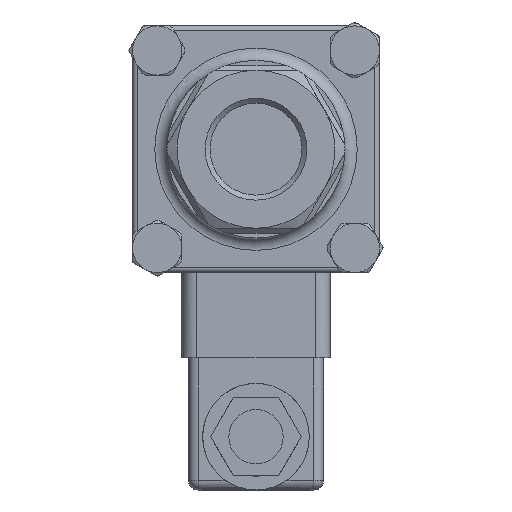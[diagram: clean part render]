
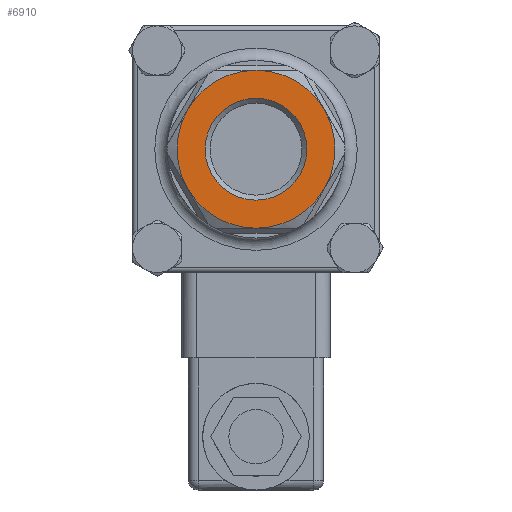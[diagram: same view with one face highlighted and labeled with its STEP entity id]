
A CAD part, front view. The second image highlights one B-rep face of the part: STEP entity #6910.
In plain terms, the highlighted planar face has unit normal (0, -1, 0).
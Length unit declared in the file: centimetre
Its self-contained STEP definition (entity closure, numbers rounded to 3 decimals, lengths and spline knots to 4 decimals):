
#1725=FACE_BOUND('',#2615,.T.);
#2130=FACE_OUTER_BOUND('',#2614,.T.);
#2614=EDGE_LOOP('',(#6209,#6210,#6211,#6212,#6213,#6214));
#2615=EDGE_LOOP('',(#6215));
#2873=CIRCLE('',#7530,1.6);
#2875=CIRCLE('',#7533,1.6);
#2877=CIRCLE('',#7536,1.6);
#2880=CIRCLE('',#7540,1.6);
#2881=CIRCLE('',#7542,1.6);
#2884=CIRCLE('',#7546,1.6);
#2907=CIRCLE('',#7598,1.0315);
#3011=VERTEX_POINT('',#9850);
#3479=VERTEX_POINT('',#12139);
#3481=VERTEX_POINT('',#12147);
#3483=VERTEX_POINT('',#12155);
#3488=VERTEX_POINT('',#12170);
#3489=VERTEX_POINT('',#12179);
#3510=VERTEX_POINT('',#12298);
#4360=EDGE_CURVE('',#3011,#3479,#2873,.T.);
#4363=EDGE_CURVE('',#3481,#3011,#2875,.T.);
#4366=EDGE_CURVE('',#3483,#3481,#2877,.T.);
#4372=EDGE_CURVE('',#3488,#3483,#2880,.T.);
#4374=EDGE_CURVE('',#3479,#3489,#2881,.T.);
#4380=EDGE_CURVE('',#3489,#3488,#2884,.T.);
#4434=EDGE_CURVE('',#3510,#3510,#2907,.T.);
#6209=ORIENTED_EDGE('',*,*,#4372,.F.);
#6210=ORIENTED_EDGE('',*,*,#4380,.F.);
#6211=ORIENTED_EDGE('',*,*,#4374,.F.);
#6212=ORIENTED_EDGE('',*,*,#4360,.F.);
#6213=ORIENTED_EDGE('',*,*,#4363,.F.);
#6214=ORIENTED_EDGE('',*,*,#4366,.F.);
#6215=ORIENTED_EDGE('',*,*,#4434,.T.);
#6513=PLANE('',#7597);
#6910=ADVANCED_FACE('',(#2130,#1725),#6513,.T.);
#7530=AXIS2_PLACEMENT_3D('',#12140,#9248,#9249);
#7533=AXIS2_PLACEMENT_3D('',#12148,#9254,#9255);
#7536=AXIS2_PLACEMENT_3D('',#12156,#9260,#9261);
#7540=AXIS2_PLACEMENT_3D('',#12174,#9268,#9269);
#7542=AXIS2_PLACEMENT_3D('',#12180,#9272,#9273);
#7546=AXIS2_PLACEMENT_3D('',#12197,#9280,#9281);
#7597=AXIS2_PLACEMENT_3D('',#12297,#9412,#9413);
#7598=AXIS2_PLACEMENT_3D('',#12299,#9414,#9415);
#9248=DIRECTION('center_axis',(0.,1.,0.));
#9249=DIRECTION('ref_axis',(0.,0.,-1.));
#9254=DIRECTION('center_axis',(0.,1.,0.));
#9255=DIRECTION('ref_axis',(0.,0.,-1.));
#9260=DIRECTION('center_axis',(0.,1.,0.));
#9261=DIRECTION('ref_axis',(0.,0.,-1.));
#9268=DIRECTION('center_axis',(0.,1.,0.));
#9269=DIRECTION('ref_axis',(0.,0.,-1.));
#9272=DIRECTION('center_axis',(0.,1.,0.));
#9273=DIRECTION('ref_axis',(0.,0.,-1.));
#9280=DIRECTION('center_axis',(0.,1.,0.));
#9281=DIRECTION('ref_axis',(0.,0.,-1.));
#9412=DIRECTION('center_axis',(0.,-1.,0.));
#9413=DIRECTION('ref_axis',(0.,0.,1.));
#9414=DIRECTION('center_axis',(0.,1.,0.));
#9415=DIRECTION('ref_axis',(0.,0.,1.));
#9850=CARTESIAN_POINT('',(0.,-11.75,-1.6));
#12139=CARTESIAN_POINT('',(-1.3856,-11.75,-0.8));
#12140=CARTESIAN_POINT('Origin',(0.,-11.75,0.));
#12147=CARTESIAN_POINT('',(1.3856,-11.75,-0.8));
#12148=CARTESIAN_POINT('Origin',(0.,-11.75,0.));
#12155=CARTESIAN_POINT('',(1.3856,-11.75,0.8));
#12156=CARTESIAN_POINT('Origin',(0.,-11.75,0.));
#12170=CARTESIAN_POINT('',(0.,-11.75,1.6));
#12174=CARTESIAN_POINT('Origin',(0.,-11.75,0.));
#12179=CARTESIAN_POINT('',(-1.3856,-11.75,0.8));
#12180=CARTESIAN_POINT('Origin',(0.,-11.75,0.));
#12197=CARTESIAN_POINT('Origin',(0.,-11.75,0.));
#12297=CARTESIAN_POINT('Origin',(0.,-11.75,0.));
#12298=CARTESIAN_POINT('',(0.,-11.75,1.0315));
#12299=CARTESIAN_POINT('Origin',(0.,-11.75,0.));
